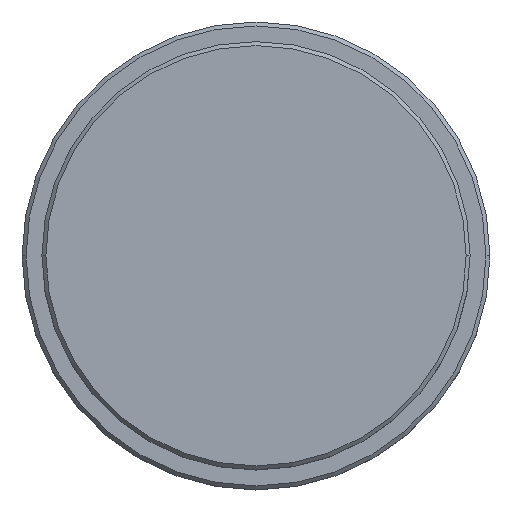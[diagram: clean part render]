
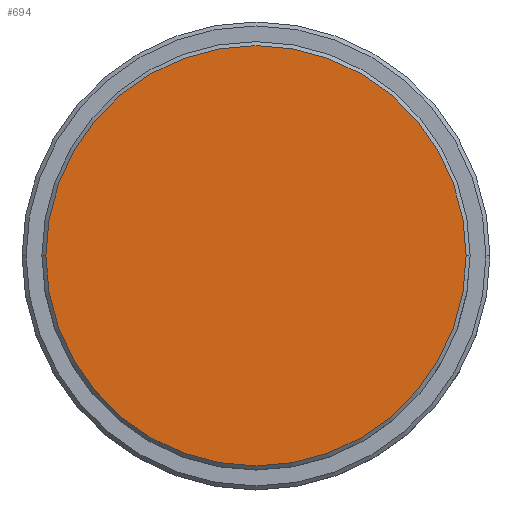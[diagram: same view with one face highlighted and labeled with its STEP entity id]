
A CAD part, top view. The second image highlights one B-rep face of the part: STEP entity #694.
In plain terms, the highlighted planar face has unit normal (0, 0, 1).
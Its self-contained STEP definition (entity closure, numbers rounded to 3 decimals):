
#132 = VERTEX_POINT ( 'NONE', #1010 ) ;
#133 = CARTESIAN_POINT ( 'NONE',  ( 0., 0., 0. ) ) ;
#152 = AXIS2_PLACEMENT_3D ( 'NONE', #133, #894, #441 ) ;
#153 = DIRECTION ( 'NONE',  ( 0., 0., 1. ) ) ;
#260 = EDGE_LOOP ( 'NONE', ( #289, #858 ) ) ;
#261 = EDGE_CURVE ( 'NONE', #356, #132, #1227, .T. ) ;
#289 = ORIENTED_EDGE ( 'NONE', *, *, #1087, .T. ) ;
#310 = AXIS2_PLACEMENT_3D ( 'NONE', #612, #1017, #489 ) ;
#356 = VERTEX_POINT ( 'NONE', #935 ) ;
#441 = DIRECTION ( 'NONE',  ( 1., 0., 0. ) ) ;
#489 = DIRECTION ( 'NONE',  ( 1., 0., 0. ) ) ;
#612 = CARTESIAN_POINT ( 'NONE',  ( 0., 0., 0. ) ) ;
#694 = ADVANCED_FACE ( 'NONE', ( #1242 ), #1237, .T. ) ;
#743 = AXIS2_PLACEMENT_3D ( 'NONE', #797, #153, #1256 ) ;
#797 = CARTESIAN_POINT ( 'NONE',  ( 0., 0., 0. ) ) ;
#858 = ORIENTED_EDGE ( 'NONE', *, *, #261, .T. ) ;
#894 = DIRECTION ( 'NONE',  ( 0., 0., 1. ) ) ;
#935 = CARTESIAN_POINT ( 'NONE',  ( 26.5, 0., 0. ) ) ;
#1010 = CARTESIAN_POINT ( 'NONE',  ( -26.5, 0., 0. ) ) ;
#1017 = DIRECTION ( 'NONE',  ( 0., 0., 1. ) ) ;
#1087 = EDGE_CURVE ( 'NONE', #132, #356, #1152, .T. ) ;
#1152 = CIRCLE ( 'NONE', #152, 26.5 ) ;
#1227 = CIRCLE ( 'NONE', #310, 26.5 ) ;
#1237 = PLANE ( 'NONE',  #743 ) ;
#1242 = FACE_OUTER_BOUND ( 'NONE', #260, .T. ) ;
#1256 = DIRECTION ( 'NONE',  ( 1., 0., 0. ) ) ;
